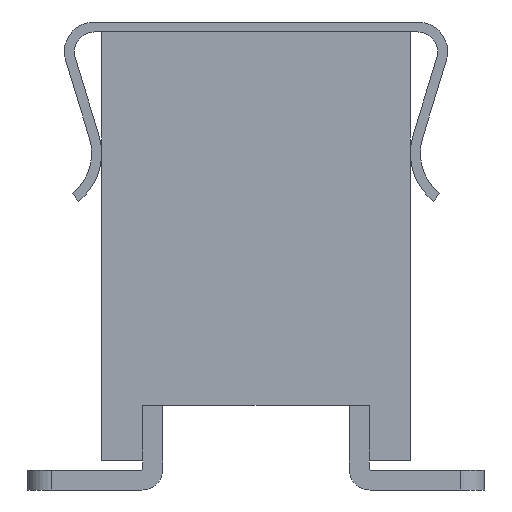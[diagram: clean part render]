
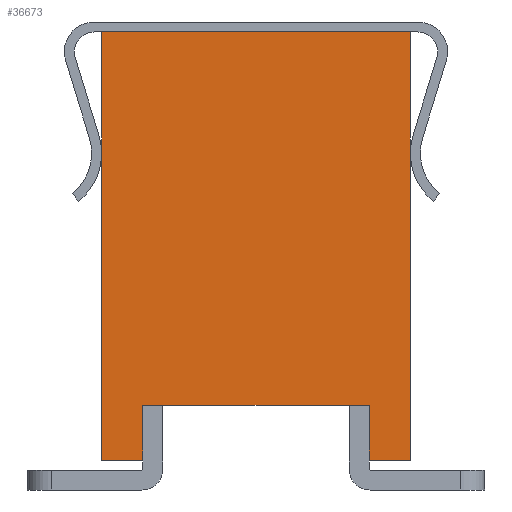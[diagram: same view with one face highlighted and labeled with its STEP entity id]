
A CAD part, left-side view. The second image highlights one B-rep face of the part: STEP entity #36673.
In plain terms, the highlighted planar face has unit normal (-1, 0, 0).
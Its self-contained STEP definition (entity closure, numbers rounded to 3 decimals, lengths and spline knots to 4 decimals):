
#1497=PLANE('',#40411);
#5063=LINE('',#62706,#8647);
#5095=LINE('',#62743,#8679);
#5096=LINE('',#62745,#8680);
#5100=LINE('',#62754,#8684);
#5105=LINE('',#62764,#8689);
#5106=LINE('',#62766,#8690);
#5110=LINE('',#62772,#8694);
#5111=LINE('',#62773,#8695);
#8647=VECTOR('',#50826,1000.);
#8679=VECTOR('',#50860,1000.);
#8680=VECTOR('',#50863,1000.);
#8684=VECTOR('',#50869,1000.);
#8689=VECTOR('',#50876,1000.);
#8690=VECTOR('',#50879,1000.);
#8694=VECTOR('',#50887,1000.);
#8695=VECTOR('',#50888,1000.);
#19016=ORIENTED_EDGE('',*,*,#24870,.T.);
#19017=ORIENTED_EDGE('',*,*,#24855,.T.);
#19018=ORIENTED_EDGE('',*,*,#24866,.F.);
#19019=ORIENTED_EDGE('',*,*,#24860,.T.);
#19020=ORIENTED_EDGE('',*,*,#24871,.T.);
#19021=ORIENTED_EDGE('',*,*,#24856,.F.);
#19022=ORIENTED_EDGE('',*,*,#24865,.F.);
#19023=ORIENTED_EDGE('',*,*,#24823,.T.);
#24823=EDGE_CURVE('',#28321,#28323,#5063,.T.);
#24855=EDGE_CURVE('',#28324,#28327,#5095,.T.);
#24856=EDGE_CURVE('',#28328,#28329,#5096,.T.);
#24860=EDGE_CURVE('',#28332,#28333,#5100,.T.);
#24865=EDGE_CURVE('',#28321,#28328,#5105,.T.);
#24866=EDGE_CURVE('',#28332,#28327,#5106,.T.);
#24870=EDGE_CURVE('',#28323,#28324,#5110,.T.);
#24871=EDGE_CURVE('',#28333,#28329,#5111,.T.);
#28321=VERTEX_POINT('',#62673);
#28323=VERTEX_POINT('',#62705);
#28324=VERTEX_POINT('',#62709);
#28327=VERTEX_POINT('',#62742);
#28328=VERTEX_POINT('',#62746);
#28329=VERTEX_POINT('',#62747);
#28332=VERTEX_POINT('',#62755);
#28333=VERTEX_POINT('',#62756);
#31765=EDGE_LOOP('',(#19016,#19017,#19018,#19019,#19020,#19021,#19022,#19023));
#33809=FACE_BOUND('',#31765,.T.);
#36673=ADVANCED_FACE('',(#33809),#1497,.T.);
#40411=AXIS2_PLACEMENT_3D('',#62771,#50885,#50886);
#50826=DIRECTION('',(0.,0.,1.));
#50860=DIRECTION('',(0.,0.,-1.));
#50863=DIRECTION('',(0.,0.,1.));
#50869=DIRECTION('',(0.,0.,1.));
#50876=DIRECTION('',(0.,1.,0.));
#50879=DIRECTION('',(0.,1.,0.));
#50885=DIRECTION('',(-1.,0.,0.));
#50886=DIRECTION('',(0.,0.,1.));
#50887=DIRECTION('',(0.,-1.,0.));
#50888=DIRECTION('',(0.,1.,0.));
#62673=CARTESIAN_POINT('',(-9.09,1.135,-2.15));
#62705=CARTESIAN_POINT('',(-9.09,1.135,-1.6));
#62706=CARTESIAN_POINT('',(-9.09,1.135,-2.15));
#62709=CARTESIAN_POINT('',(-9.09,-1.135,-1.6));
#62742=CARTESIAN_POINT('',(-9.09,-1.135,-2.15));
#62743=CARTESIAN_POINT('',(-9.09,-1.135,-2.15));
#62745=CARTESIAN_POINT('',(-9.09,1.55,-2.15));
#62746=CARTESIAN_POINT('',(-9.09,1.55,-2.15));
#62747=CARTESIAN_POINT('',(-9.09,1.55,2.15));
#62754=CARTESIAN_POINT('',(-9.09,-1.55,-2.15));
#62755=CARTESIAN_POINT('',(-9.09,-1.55,-2.15));
#62756=CARTESIAN_POINT('',(-9.09,-1.55,2.15));
#62764=CARTESIAN_POINT('',(-9.09,-1.55,-2.15));
#62766=CARTESIAN_POINT('',(-9.09,-1.55,-2.15));
#62771=CARTESIAN_POINT('',(-9.09,-1.55,-2.15));
#62772=CARTESIAN_POINT('',(-9.09,-1.55,-1.6));
#62773=CARTESIAN_POINT('',(-9.09,-1.55,2.15));
